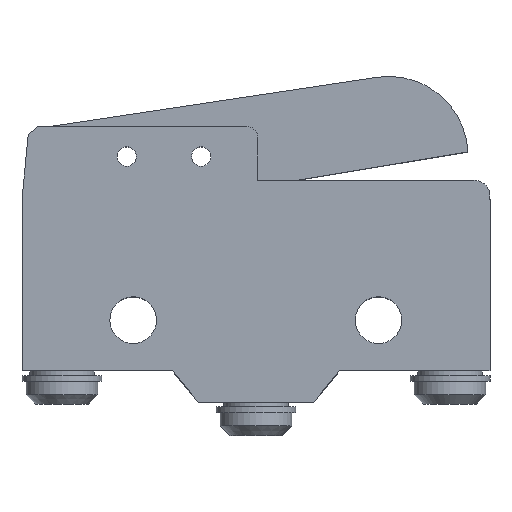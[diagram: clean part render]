
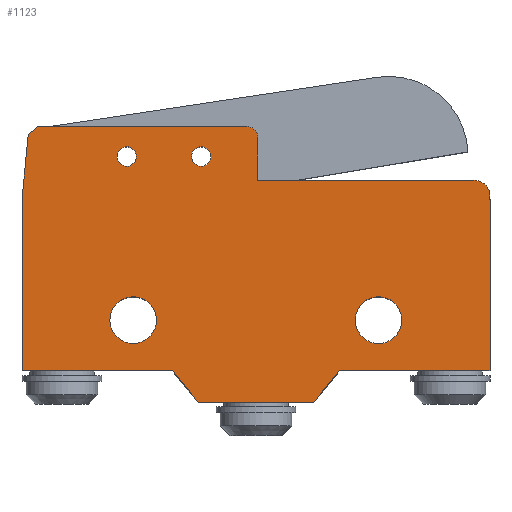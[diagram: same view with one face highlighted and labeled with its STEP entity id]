
A CAD part, top view. The second image highlights one B-rep face of the part: STEP entity #1123.
In plain terms, the highlighted planar face has unit normal (0, 0, 1).
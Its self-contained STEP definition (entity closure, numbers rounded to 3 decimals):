
#130=CARTESIAN_POINT('',(11.009,21.493,17.5));
#131=VERTEX_POINT('',#130);
#140=CARTESIAN_POINT('',(11.009,23.533,17.5));
#141=VERTEX_POINT('',#140);
#142=CARTESIAN_POINT('',(11.009,22.513,17.5));
#143=DIRECTION('',(0.0,0.0,1.0));
#144=DIRECTION('',(0.0,-1.0,0.0));
#145=AXIS2_PLACEMENT_3D('',#142,#143,#144);
#146=CIRCLE('',#145,1.02);
#147=EDGE_CURVE('',#131,#141,#146,.T.);
#172=CARTESIAN_POINT('',(18.831,21.493,17.5));
#173=VERTEX_POINT('',#172);
#182=CARTESIAN_POINT('',(18.831,23.533,17.5));
#183=VERTEX_POINT('',#182);
#184=CARTESIAN_POINT('',(18.831,22.513,17.5));
#185=DIRECTION('',(0.0,0.0,1.0));
#186=DIRECTION('',(0.0,-1.0,0.0));
#187=AXIS2_PLACEMENT_3D('',#184,#185,#186);
#188=CIRCLE('',#187,1.02);
#189=EDGE_CURVE('',#173,#183,#188,.T.);
#214=CARTESIAN_POINT('',(11.686,7.766,17.5));
#215=VERTEX_POINT('',#214);
#224=CARTESIAN_POINT('',(11.686,2.865,17.5));
#225=VERTEX_POINT('',#224);
#226=CARTESIAN_POINT('',(11.686,5.316,17.5));
#227=DIRECTION('',(0.0,0.0,1.0));
#228=DIRECTION('',(0.0,1.0,0.0));
#229=AXIS2_PLACEMENT_3D('',#226,#227,#228);
#230=CIRCLE('',#229,2.45);
#231=EDGE_CURVE('',#215,#225,#230,.T.);
#256=CARTESIAN_POINT('',(37.482,2.862,17.5));
#257=VERTEX_POINT('',#256);
#266=CARTESIAN_POINT('',(37.482,7.77,17.5));
#267=VERTEX_POINT('',#266);
#268=CARTESIAN_POINT('',(37.482,5.316,17.5));
#269=DIRECTION('',(0.0,0.0,1.0));
#270=DIRECTION('',(0.0,-1.0,0.0));
#271=AXIS2_PLACEMENT_3D('',#268,#269,#270);
#272=CIRCLE('',#271,2.454);
#273=EDGE_CURVE('',#257,#267,#272,.T.);
#317=CARTESIAN_POINT('',(0.0,18.029,17.5));
#318=VERTEX_POINT('',#317);
#398=CARTESIAN_POINT('',(49.2,18.029,17.5));
#399=VERTEX_POINT('',#398);
#422=CARTESIAN_POINT('',(49.2,18.029,17.5));
#423=VERTEX_POINT('',#422);
#431=CARTESIAN_POINT('',(49.2,18.029,17.5));
#432=DIRECTION('',(1.0,0.0,0.0));
#433=VECTOR('',#432,0.);
#434=LINE('',#431,#433);
#435=EDGE_CURVE('',#423,#399,#434,.T.);
#447=CARTESIAN_POINT('',(49.2,0.,17.5));
#448=VERTEX_POINT('',#447);
#449=CARTESIAN_POINT('',(49.2,18.029,17.5));
#450=DIRECTION('',(0.0,-1.0,0.0));
#451=VECTOR('',#450,18.029);
#452=LINE('',#449,#451);
#453=EDGE_CURVE('',#399,#448,#452,.T.);
#502=CARTESIAN_POINT('',(0.0,0.0,17.5));
#503=VERTEX_POINT('',#502);
#510=CARTESIAN_POINT('',(0.0,0.0,17.5));
#511=DIRECTION('',(0.0,1.0,0.0));
#512=VECTOR('',#511,18.029);
#513=LINE('',#510,#512);
#514=EDGE_CURVE('',#503,#318,#513,.T.);
#542=CARTESIAN_POINT('',(35.028,5.316,17.5));
#543=VERTEX_POINT('',#542);
#544=CARTESIAN_POINT('',(37.482,5.316,17.5));
#545=DIRECTION('',(0.0,0.0,1.0));
#546=DIRECTION('',(0.0,-1.0,0.0));
#547=AXIS2_PLACEMENT_3D('',#544,#545,#546);
#548=CIRCLE('',#547,2.454);
#549=EDGE_CURVE('',#267,#543,#548,.T.);
#551=CARTESIAN_POINT('',(37.482,5.316,17.5));
#552=DIRECTION('',(0.0,0.0,1.0));
#553=DIRECTION('',(0.0,-1.0,0.0));
#554=AXIS2_PLACEMENT_3D('',#551,#552,#553);
#555=CIRCLE('',#554,2.454);
#556=EDGE_CURVE('',#543,#257,#555,.T.);
#584=CARTESIAN_POINT('',(14.137,5.316,17.5));
#585=VERTEX_POINT('',#584);
#586=CARTESIAN_POINT('',(11.686,5.316,17.5));
#587=DIRECTION('',(0.0,0.0,1.0));
#588=DIRECTION('',(0.0,1.0,0.0));
#589=AXIS2_PLACEMENT_3D('',#586,#587,#588);
#590=CIRCLE('',#589,2.45);
#591=EDGE_CURVE('',#225,#585,#590,.T.);
#593=CARTESIAN_POINT('',(11.686,5.316,17.5));
#594=DIRECTION('',(0.0,0.0,1.0));
#595=DIRECTION('',(0.0,1.0,0.0));
#596=AXIS2_PLACEMENT_3D('',#593,#594,#595);
#597=CIRCLE('',#596,2.45);
#598=EDGE_CURVE('',#585,#215,#597,.T.);
#608=CARTESIAN_POINT('',(33.384,0.,17.5));
#609=VERTEX_POINT('',#608);
#610=CARTESIAN_POINT('',(49.2,0.,17.5));
#611=DIRECTION('',(-1.0,0.0,0.0));
#612=VECTOR('',#611,15.816);
#613=LINE('',#610,#612);
#614=EDGE_CURVE('',#448,#609,#613,.T.);
#639=CARTESIAN_POINT('',(30.672,-3.303,17.5));
#640=VERTEX_POINT('',#639);
#641=CARTESIAN_POINT('',(33.384,0.,17.5));
#642=DIRECTION('',(-0.635,-0.773,0.0));
#643=VECTOR('',#642,4.274);
#644=LINE('',#641,#643);
#645=EDGE_CURVE('',#609,#640,#644,.T.);
#670=CARTESIAN_POINT('',(18.528,-3.303,17.5));
#671=VERTEX_POINT('',#670);
#672=CARTESIAN_POINT('',(30.672,-3.303,17.5));
#673=DIRECTION('',(-1.0,0.0,0.0));
#674=VECTOR('',#673,12.143);
#675=LINE('',#672,#674);
#676=EDGE_CURVE('',#640,#671,#675,.T.);
#701=CARTESIAN_POINT('',(15.817,0.,17.5));
#702=VERTEX_POINT('',#701);
#703=CARTESIAN_POINT('',(18.528,-3.303,17.5));
#704=DIRECTION('',(-0.634,0.773,0.0));
#705=VECTOR('',#704,4.273);
#706=LINE('',#703,#705);
#707=EDGE_CURVE('',#671,#702,#706,.T.);
#732=CARTESIAN_POINT('',(15.817,0.,17.5));
#733=DIRECTION('',(-1.0,0.0,0.0));
#734=VECTOR('',#733,15.817);
#735=LINE('',#732,#734);
#736=EDGE_CURVE('',#702,#503,#735,.T.);
#756=CARTESIAN_POINT('',(0.656,24.808,17.5));
#757=VERTEX_POINT('',#756);
#758=CARTESIAN_POINT('',(0.,18.029,17.5));
#759=DIRECTION('',(0.096,0.995,0.0));
#760=VECTOR('',#759,6.811);
#761=LINE('',#758,#760);
#762=EDGE_CURVE('',#318,#757,#761,.T.);
#798=CARTESIAN_POINT('',(49.2,18.34,17.5));
#799=VERTEX_POINT('',#798);
#806=CARTESIAN_POINT('',(49.2,18.34,17.5));
#807=DIRECTION('',(0.0,-1.0,0.0));
#808=VECTOR('',#807,0.311);
#809=LINE('',#806,#808);
#810=EDGE_CURVE('',#799,#423,#809,.T.);
#838=CARTESIAN_POINT('',(17.81,22.513,17.5));
#839=VERTEX_POINT('',#838);
#840=CARTESIAN_POINT('',(18.831,22.513,17.5));
#841=DIRECTION('',(0.0,0.0,1.0));
#842=DIRECTION('',(0.0,-1.0,0.0));
#843=AXIS2_PLACEMENT_3D('',#840,#841,#842);
#844=CIRCLE('',#843,1.02);
#845=EDGE_CURVE('',#183,#839,#844,.T.);
#847=CARTESIAN_POINT('',(18.831,22.513,17.5));
#848=DIRECTION('',(0.0,0.0,1.0));
#849=DIRECTION('',(0.0,-1.0,0.0));
#850=AXIS2_PLACEMENT_3D('',#847,#848,#849);
#851=CIRCLE('',#850,1.02);
#852=EDGE_CURVE('',#839,#173,#851,.T.);
#880=CARTESIAN_POINT('',(9.989,22.513,17.5));
#881=VERTEX_POINT('',#880);
#882=CARTESIAN_POINT('',(11.009,22.513,17.5));
#883=DIRECTION('',(0.0,0.0,1.0));
#884=DIRECTION('',(0.0,-1.0,0.0));
#885=AXIS2_PLACEMENT_3D('',#882,#883,#884);
#886=CIRCLE('',#885,1.02);
#887=EDGE_CURVE('',#141,#881,#886,.T.);
#889=CARTESIAN_POINT('',(11.009,22.513,17.5));
#890=DIRECTION('',(0.0,0.0,1.0));
#891=DIRECTION('',(0.0,-1.0,0.0));
#892=AXIS2_PLACEMENT_3D('',#889,#890,#891);
#893=CIRCLE('',#892,1.02);
#894=EDGE_CURVE('',#881,#131,#893,.T.);
#904=CARTESIAN_POINT('',(1.615,25.68,17.5));
#905=VERTEX_POINT('',#904);
#906=CARTESIAN_POINT('',(23.597,25.68,17.5));
#907=VERTEX_POINT('',#906);
#908=CARTESIAN_POINT('',(1.615,25.68,17.5));
#909=DIRECTION('',(1.0,0.0,0.0));
#910=VECTOR('',#909,21.982);
#911=LINE('',#908,#910);
#912=EDGE_CURVE('',#905,#907,#911,.T.);
#944=CARTESIAN_POINT('',(24.802,24.475,17.5));
#945=VERTEX_POINT('',#944);
#946=CARTESIAN_POINT('',(23.597,24.475,17.5));
#947=DIRECTION('',(0.0,0.0,-1.0));
#948=DIRECTION('',(0.707,0.707,0.0));
#949=AXIS2_PLACEMENT_3D('',#946,#947,#948);
#950=CIRCLE('',#949,1.205);
#951=EDGE_CURVE('',#907,#945,#950,.T.);
#977=CARTESIAN_POINT('',(24.802,20.027,17.5));
#978=VERTEX_POINT('',#977);
#979=CARTESIAN_POINT('',(24.802,24.475,17.5));
#980=DIRECTION('',(0.0,-1.0,0.0));
#981=VECTOR('',#980,4.448);
#982=LINE('',#979,#981);
#983=EDGE_CURVE('',#945,#978,#982,.T.);
#1008=CARTESIAN_POINT('',(47.512,20.027,17.5));
#1009=VERTEX_POINT('',#1008);
#1010=CARTESIAN_POINT('',(24.802,20.027,17.5));
#1011=DIRECTION('',(1.0,0.0,0.0));
#1012=VECTOR('',#1011,22.711);
#1013=LINE('',#1010,#1012);
#1014=EDGE_CURVE('',#978,#1009,#1013,.T.);
#1039=CARTESIAN_POINT('',(47.513,18.34,17.5));
#1040=DIRECTION('',(0.0,0.0,-1.0));
#1041=DIRECTION('',(0.707,0.707,0.0));
#1042=AXIS2_PLACEMENT_3D('',#1039,#1040,#1041);
#1043=CIRCLE('',#1042,1.687);
#1044=EDGE_CURVE('',#1009,#799,#1043,.T.);
#1063=CARTESIAN_POINT('',(0.656,24.808,17.5));
#1064=DIRECTION('',(0.74,0.672,0.0));
#1065=VECTOR('',#1064,1.296);
#1066=LINE('',#1063,#1065);
#1067=EDGE_CURVE('',#757,#905,#1066,.T.);
#1080=CARTESIAN_POINT('',(23.474,20.563,17.5));
#1081=DIRECTION('',(0.0,0.0,1.0));
#1082=DIRECTION('',(1.0,0.0,0.0));
#1083=AXIS2_PLACEMENT_3D('',#1080,#1081,#1082);
#1084=PLANE('',#1083);
#1085=ORIENTED_EDGE('',*,*,#912,.F.);
#1086=ORIENTED_EDGE('',*,*,#1067,.F.);
#1087=ORIENTED_EDGE('',*,*,#762,.F.);
#1088=ORIENTED_EDGE('',*,*,#514,.F.);
#1089=ORIENTED_EDGE('',*,*,#736,.F.);
#1090=ORIENTED_EDGE('',*,*,#707,.F.);
#1091=ORIENTED_EDGE('',*,*,#676,.F.);
#1092=ORIENTED_EDGE('',*,*,#645,.F.);
#1093=ORIENTED_EDGE('',*,*,#614,.F.);
#1094=ORIENTED_EDGE('',*,*,#453,.F.);
#1095=ORIENTED_EDGE('',*,*,#435,.F.);
#1096=ORIENTED_EDGE('',*,*,#810,.F.);
#1097=ORIENTED_EDGE('',*,*,#1044,.F.);
#1098=ORIENTED_EDGE('',*,*,#1014,.F.);
#1099=ORIENTED_EDGE('',*,*,#983,.F.);
#1100=ORIENTED_EDGE('',*,*,#951,.F.);
#1101=EDGE_LOOP('',(#1085,#1086,#1087,#1088,#1089,#1090,#1091,#1092,#1093,#1094,#1095,#1096,#1097,#1098,#1099,#1100));
#1102=FACE_OUTER_BOUND('',#1101,.T.);
#1103=ORIENTED_EDGE('',*,*,#556,.F.);
#1104=ORIENTED_EDGE('',*,*,#549,.F.);
#1105=ORIENTED_EDGE('',*,*,#273,.F.);
#1106=EDGE_LOOP('',(#1103,#1104,#1105));
#1107=FACE_BOUND('',#1106,.T.);
#1108=ORIENTED_EDGE('',*,*,#598,.F.);
#1109=ORIENTED_EDGE('',*,*,#591,.F.);
#1110=ORIENTED_EDGE('',*,*,#231,.F.);
#1111=EDGE_LOOP('',(#1108,#1109,#1110));
#1112=FACE_BOUND('',#1111,.T.);
#1113=ORIENTED_EDGE('',*,*,#894,.F.);
#1114=ORIENTED_EDGE('',*,*,#887,.F.);
#1115=ORIENTED_EDGE('',*,*,#147,.F.);
#1116=EDGE_LOOP('',(#1113,#1114,#1115));
#1117=FACE_BOUND('',#1116,.T.);
#1118=ORIENTED_EDGE('',*,*,#852,.F.);
#1119=ORIENTED_EDGE('',*,*,#845,.F.);
#1120=ORIENTED_EDGE('',*,*,#189,.F.);
#1121=EDGE_LOOP('',(#1118,#1119,#1120));
#1122=FACE_BOUND('',#1121,.T.);
#1123=ADVANCED_FACE('',(#1102,#1107,#1112,#1117,#1122),#1084,.T.);
